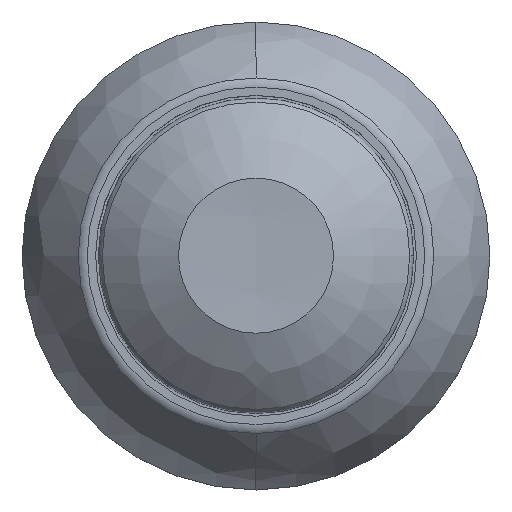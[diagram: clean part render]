
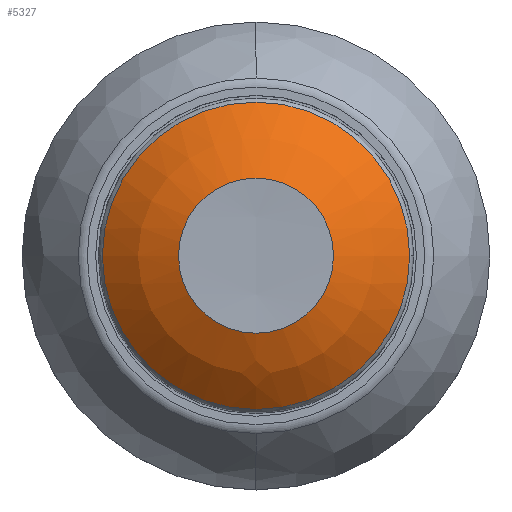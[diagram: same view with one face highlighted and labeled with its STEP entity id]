
A CAD part, top view. The second image highlights one B-rep face of the part: STEP entity #5327.
In plain terms, the highlighted spherical face has radius 8.269 mm.
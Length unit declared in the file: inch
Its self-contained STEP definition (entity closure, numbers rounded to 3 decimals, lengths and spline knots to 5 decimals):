
#210=SPHERICAL_SURFACE('',#5716,0.32557);
#279=FACE_OUTER_BOUND('',#578,.T.);
#578=EDGE_LOOP('',(#3731,#3732,#3733,#3734,#3735,#3736));
#923=CIRCLE('',#5705,0.22628);
#924=CIRCLE('',#5706,0.22628);
#927=CIRCLE('',#5709,0.22628);
#932=CIRCLE('',#5717,0.11417);
#933=CIRCLE('',#5718,0.32557);
#2169=VERTEX_POINT('',#8112);
#2170=VERTEX_POINT('',#8113);
#2171=VERTEX_POINT('',#8115);
#2172=VERTEX_POINT('',#8155);
#2773=EDGE_CURVE('',#2169,#2170,#923,.T.);
#2774=EDGE_CURVE('',#2170,#2171,#924,.T.);
#2777=EDGE_CURVE('',#2171,#2169,#927,.T.);
#2782=EDGE_CURVE('',#2172,#2172,#932,.T.);
#2783=EDGE_CURVE('',#2172,#2170,#933,.T.);
#3731=ORIENTED_EDGE('',*,*,#2782,.F.);
#3732=ORIENTED_EDGE('',*,*,#2783,.T.);
#3733=ORIENTED_EDGE('',*,*,#2773,.F.);
#3734=ORIENTED_EDGE('',*,*,#2777,.F.);
#3735=ORIENTED_EDGE('',*,*,#2774,.F.);
#3736=ORIENTED_EDGE('',*,*,#2783,.F.);
#5327=ADVANCED_FACE('',(#279),#210,.T.);
#5705=AXIS2_PLACEMENT_3D('',#8114,#6335,#6336);
#5706=AXIS2_PLACEMENT_3D('',#8116,#6337,#6338);
#5709=AXIS2_PLACEMENT_3D('',#8147,#6343,#6344);
#5716=AXIS2_PLACEMENT_3D('',#8154,#6357,#6358);
#5717=AXIS2_PLACEMENT_3D('',#8156,#6359,#6360);
#5718=AXIS2_PLACEMENT_3D('',#8157,#6361,#6362);
#6335=DIRECTION('center_axis',(0.,0.,
-1.));
#6336=DIRECTION('ref_axis',(-1.,0.,0.));
#6337=DIRECTION('center_axis',(0.,0.,
-1.));
#6338=DIRECTION('ref_axis',(-1.,0.,0.));
#6343=DIRECTION('center_axis',(0.,0.,
-1.));
#6344=DIRECTION('ref_axis',(-1.,0.,0.));
#6357=DIRECTION('center_axis',(0.,0.,
-1.));
#6358=DIRECTION('ref_axis',(0.,1.,0.));
#6359=DIRECTION('center_axis',(0.,0.,
1.));
#6360=DIRECTION('ref_axis',(1.,0.,0.));
#6361=DIRECTION('center_axis',(1.,0.,0.));
#6362=DIRECTION('ref_axis',(0.,-1.,0.));
#8112=CARTESIAN_POINT('',(0.22628,0.,0.57485));
#8113=CARTESIAN_POINT('',(0.,-0.22628,0.57485));
#8114=CARTESIAN_POINT('Origin',(0.,0.,
0.57485));
#8115=CARTESIAN_POINT('',(-0.22628,0.,0.57485));
#8116=CARTESIAN_POINT('Origin',(0.,0.,
0.57485));
#8147=CARTESIAN_POINT('Origin',(0.,0.,
0.57485));
#8154=CARTESIAN_POINT('Origin',(0.,0.,
0.34078));
#8155=CARTESIAN_POINT('',(0.,-0.11417,0.64567));
#8156=CARTESIAN_POINT('Origin',(0.,0.,
0.64567));
#8157=CARTESIAN_POINT('Origin',(0.,0.,
0.34078));
